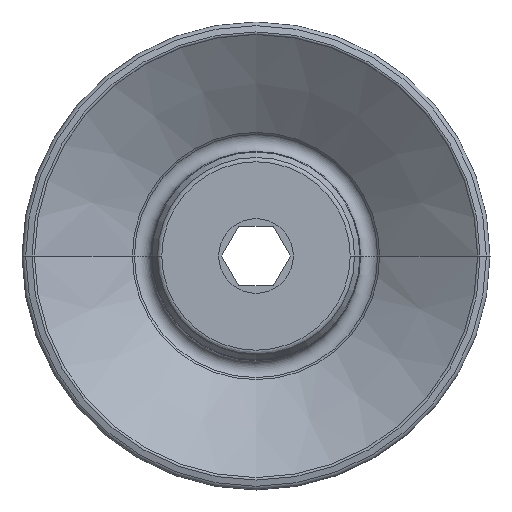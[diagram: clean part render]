
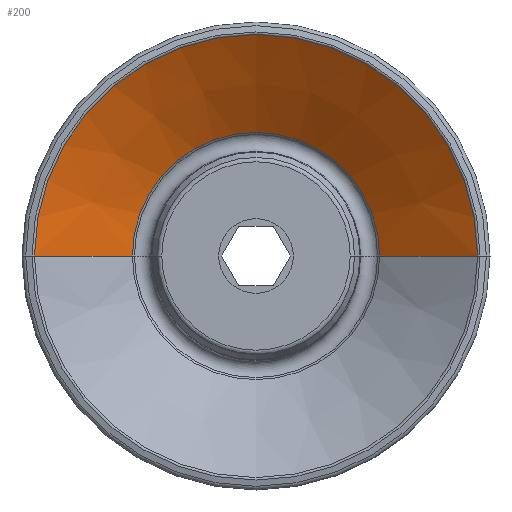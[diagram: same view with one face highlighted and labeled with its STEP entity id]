
A CAD part, front view. The second image highlights one B-rep face of the part: STEP entity #200.
In plain terms, the highlighted conical face has half-angle 55.336 degrees and reference radius 22.25 mm.
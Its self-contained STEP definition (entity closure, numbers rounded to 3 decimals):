
#200=ADVANCED_FACE('',(#518),#519,.F.);
#518=FACE_OUTER_BOUND('',#964,.T.);
#519=CONICAL_SURFACE('',#965,22.25,0.966);
#964=EDGE_LOOP('',(#4972,#4973,#4974,#4975));
#965=AXIS2_PLACEMENT_3D('',#4976,#4977,#4978);
#4972=ORIENTED_EDGE('',*,*,#6036,.T.);
#4973=ORIENTED_EDGE('',*,*,#6040,.T.);
#4974=ORIENTED_EDGE('',*,*,#6041,.F.);
#4975=ORIENTED_EDGE('',*,*,#6042,.F.);
#4976=CARTESIAN_POINT('',(0.,-35.569,0.0));
#4977=DIRECTION('',(0.,-1.0,0.));
#4978=DIRECTION('',(-1.0,0.,0.));
#6036=EDGE_CURVE('',#6543,#6544,#6545,.T.);
#6040=EDGE_CURVE('',#6544,#6549,#6550,.T.);
#6041=EDGE_CURVE('',#6551,#6549,#6552,.T.);
#6042=EDGE_CURVE('',#6543,#6551,#6553,.T.);
#6543=VERTEX_POINT('',#7225);
#6544=VERTEX_POINT('',#7226);
#6545=CIRCLE('',#7227,12.415);
#6549=VERTEX_POINT('',#7233);
#6550=LINE('',#7234,#7235);
#6551=VERTEX_POINT('',#7236);
#6552=CIRCLE('',#7237,22.25);
#6553=LINE('',#7238,#7239);
#7225=CARTESIAN_POINT('',(-12.415,-28.768,0.));
#7226=CARTESIAN_POINT('',(12.415,-28.768,0.));
#7227=AXIS2_PLACEMENT_3D('',#9471,#9472,#9473);
#7233=CARTESIAN_POINT('',(22.25,-35.569,0.));
#7234=CARTESIAN_POINT('',(22.25,-35.569,0.));
#7235=VECTOR('',#9476,1000.0);
#7236=CARTESIAN_POINT('',(-22.25,-35.569,0.));
#7237=AXIS2_PLACEMENT_3D('',#9477,#9478,#9479);
#7238=CARTESIAN_POINT('',(-22.25,-35.569,0.));
#7239=VECTOR('',#9480,1000.0);
#9471=CARTESIAN_POINT('',(0.,-28.768,0.0));
#9472=DIRECTION('',(0.,1.0,0.));
#9473=DIRECTION('',(1.0,0.,0.));
#9476=DIRECTION('',(0.822,-0.569,0.));
#9477=CARTESIAN_POINT('',(0.,-35.569,0.0));
#9478=DIRECTION('',(0.,1.0,0.));
#9479=DIRECTION('',(1.0,0.,0.));
#9480=DIRECTION('',(-0.822,-0.569,0.));
